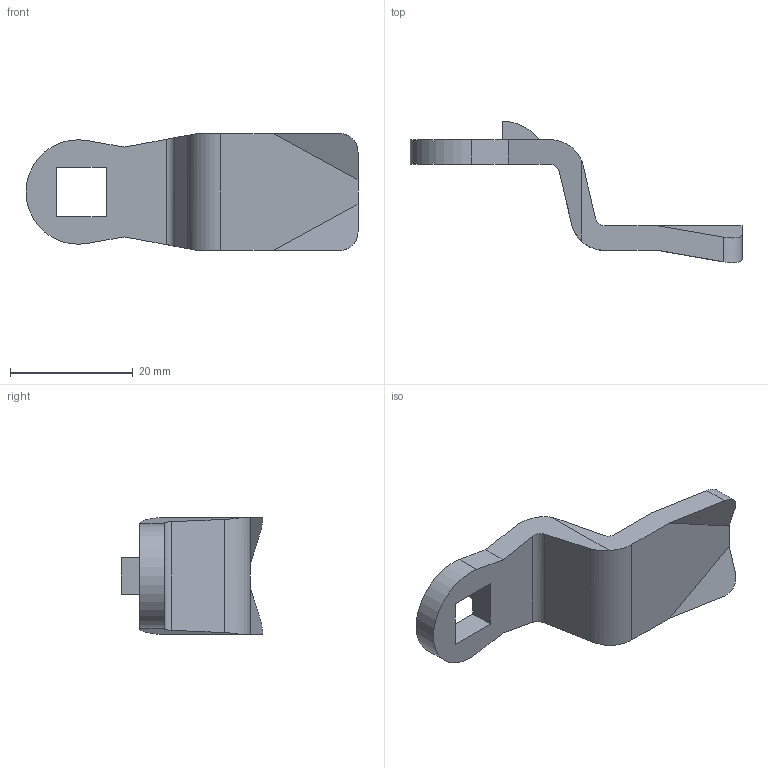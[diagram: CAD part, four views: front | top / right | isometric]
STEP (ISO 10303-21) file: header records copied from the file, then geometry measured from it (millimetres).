
FILE_DESCRIPTION( ( 'STEP AP214' ), '1' );
FILE_NAME( '0K0523.145X325.stp', '2020-12-08T10:44:37', ( '' ), ( '' ), ' ', 'PARTsolutions', ' ' );
FILE_SCHEMA( ( 'AUTOMOTIVE_DESIGN { 1 0 10303 214 1 1 1 1 }' ) );
Length unit declared in the file: millimetre
Products named in the file (2): 0K0523.145X325; _ k0523_zunge
Assembly tree (1 placements, depth 2):
  0K0523.145X325
    _ k0523_zunge
Bounding box: 54 x 23.01 x 19 mm (x, y, z)
Volume: 4212.4 mm3; surface area: 2872.7 mm2
Topology: 1 solids, 1 shells, 32 faces, 87 edges, 58 vertices
Faces by surface type: plane 24, cylinder 8
Entity records: 1309 total; most frequent: CARTESIAN_POINT 179, DIRECTION 175, ORIENTED_EDGE 174, EDGE_CURVE 87, LINE 67, VECTOR 67, VERTEX_POINT 58, AXIS2_PLACEMENT_3D 54
